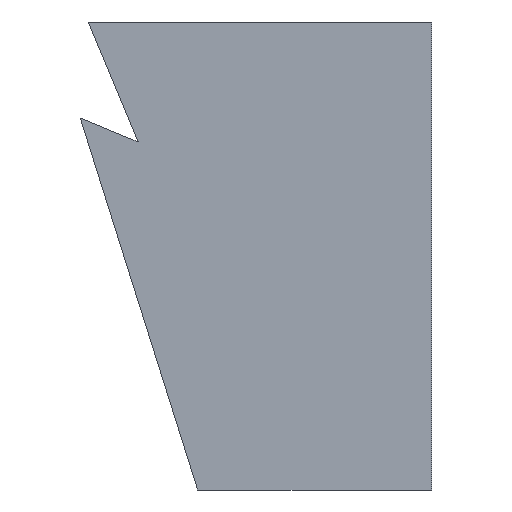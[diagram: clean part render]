
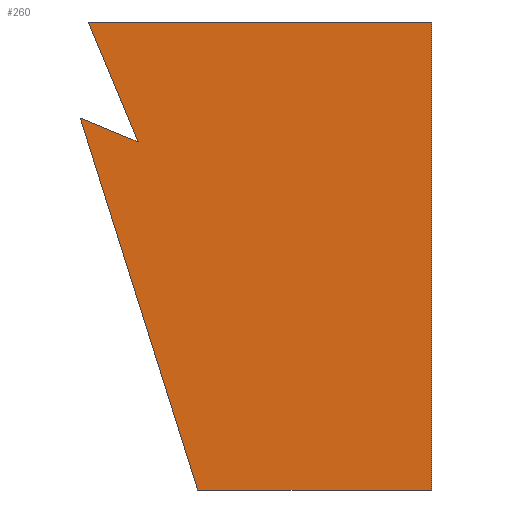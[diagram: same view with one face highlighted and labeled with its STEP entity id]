
A CAD part, front view. The second image highlights one B-rep face of the part: STEP entity #260.
In plain terms, the highlighted planar face has unit normal (0, -1, 0).
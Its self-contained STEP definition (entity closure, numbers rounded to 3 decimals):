
#70=CARTESIAN_POINT('Vertex',(60.,-480.,180.)) ;
#75=CARTESIAN_POINT('Line Origine',(60.,-480.,-120.)) ;
#79=CARTESIAN_POINT('Vertex',(60.,-480.,-420.)) ;
#106=CARTESIAN_POINT('Line Origine',(-90.,-480.,-420.)) ;
#110=CARTESIAN_POINT('Vertex',(-240.,-480.,-420.)) ;
#137=CARTESIAN_POINT('Line Origine',(-315.129,-480.,-181.556)) ;
#141=CARTESIAN_POINT('Vertex',(-390.258,-480.,56.888)) ;
#168=CARTESIAN_POINT('Line Origine',(-353.306,-480.,41.574)) ;
#172=CARTESIAN_POINT('Vertex',(-316.354,-480.,26.259)) ;
#199=CARTESIAN_POINT('Line Origine',(-348.177,-480.,103.129)) ;
#203=CARTESIAN_POINT('Vertex',(-380.,-480.,180.)) ;
#230=CARTESIAN_POINT('Line Origine',(-160.,-480.,180.)) ;
#247=CARTESIAN_POINT('Axis2P3D Location',(0.,-480.,0.)) ;
#76=DIRECTION('Vector Direction',(0.,0.,-1.)) ;
#107=DIRECTION('Vector Direction',(-1.,0.,0.)) ;
#138=DIRECTION('Vector Direction',(-0.301,0.,0.954)) ;
#169=DIRECTION('Vector Direction',(0.924,0.,-0.383)) ;
#200=DIRECTION('Vector Direction',(-0.383,0.,0.924)) ;
#231=DIRECTION('Vector Direction',(1.,0.,0.)) ;
#248=DIRECTION('Axis2P3D Direction',(0.,1.,0.)) ;
#249=DIRECTION('Axis2P3D XDirection',(-1.,0.,0.)) ;
#250=AXIS2_PLACEMENT_3D('Plane Axis2P3D',#247,#248,#249) ;
#253=ORIENTED_EDGE('',*,*,#234,.F.) ;
#254=ORIENTED_EDGE('',*,*,#205,.F.) ;
#255=ORIENTED_EDGE('',*,*,#174,.F.) ;
#256=ORIENTED_EDGE('',*,*,#143,.F.) ;
#257=ORIENTED_EDGE('',*,*,#112,.F.) ;
#258=ORIENTED_EDGE('',*,*,#81,.F.) ;
#77=VECTOR('Line Direction',#76,1.) ;
#108=VECTOR('Line Direction',#107,1.) ;
#139=VECTOR('Line Direction',#138,1.) ;
#170=VECTOR('Line Direction',#169,1.) ;
#201=VECTOR('Line Direction',#200,1.) ;
#232=VECTOR('Line Direction',#231,1.) ;
#260=ADVANCED_FACE('',(#259),#251,.F.) ;
#81=EDGE_CURVE('',#71,#80,#78,.T.) ;
#112=EDGE_CURVE('',#80,#111,#109,.T.) ;
#143=EDGE_CURVE('',#111,#142,#140,.T.) ;
#174=EDGE_CURVE('',#142,#173,#171,.T.) ;
#205=EDGE_CURVE('',#173,#204,#202,.T.) ;
#234=EDGE_CURVE('',#204,#71,#233,.T.) ;
#252=EDGE_LOOP('',(#253,#254,#255,#256,#257,#258)) ;
#259=FACE_OUTER_BOUND('',#252,.T.) ;
#78=LINE('Line',#75,#77) ;
#109=LINE('Line',#106,#108) ;
#140=LINE('Line',#137,#139) ;
#171=LINE('Line',#168,#170) ;
#202=LINE('Line',#199,#201) ;
#233=LINE('Line',#230,#232) ;
#251=PLANE('Plane',#250) ;
#71=VERTEX_POINT('',#70) ;
#80=VERTEX_POINT('',#79) ;
#111=VERTEX_POINT('',#110) ;
#142=VERTEX_POINT('',#141) ;
#173=VERTEX_POINT('',#172) ;
#204=VERTEX_POINT('',#203) ;
